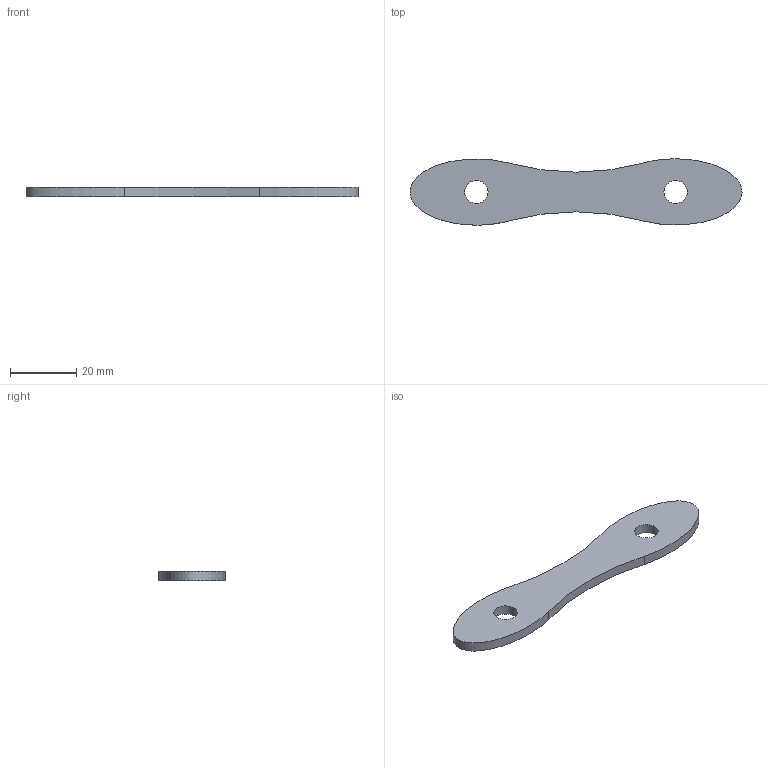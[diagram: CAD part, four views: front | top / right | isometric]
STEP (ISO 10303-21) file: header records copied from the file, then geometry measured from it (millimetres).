
FILE_DESCRIPTION(('FreeCAD Model'),'2;1');
FILE_NAME('femur.step', '2017-06-28T11:12:24',('Author'),(''), 'Open CASCADE STEP processor 6.8','FreeCAD','Unknown');
FILE_SCHEMA(('AUTOMOTIVE_DESIGN_CC2 { 1 2 10303 214 -1 1 5 4 }'));
Length unit declared in the file: millimetre
Products named in the file (2): ASSEMBLY; Pad
Assembly tree (1 placements, depth 2):
  ASSEMBLY
    Pad
Bounding box: 99.99 x 19.97 x 3 mm (x, y, z)
Volume: 4449.1 mm3; surface area: 3753 mm2
Topology: 1 solids, 1 shells, 8 faces, 18 edges, 12 vertices
Faces by surface type: cylinder 4, extrusion 2, plane 2
Full cylindrical faces by diameter (mm): 7 x2
Entity records: 557 total; most frequent: CARTESIAN_POINT 148, DIRECTION 76, ORIENTED_EDGE 36, PCURVE 36, DEFINITIONAL_REPRESENTATION 36, VECTOR 32, LINE 30, AXIS2_PLACEMENT_3D 22
